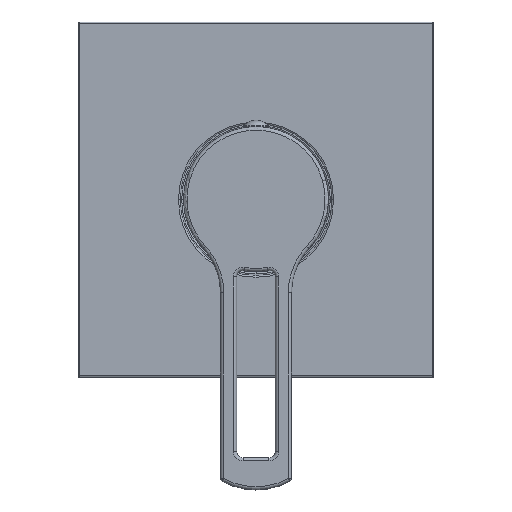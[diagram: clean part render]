
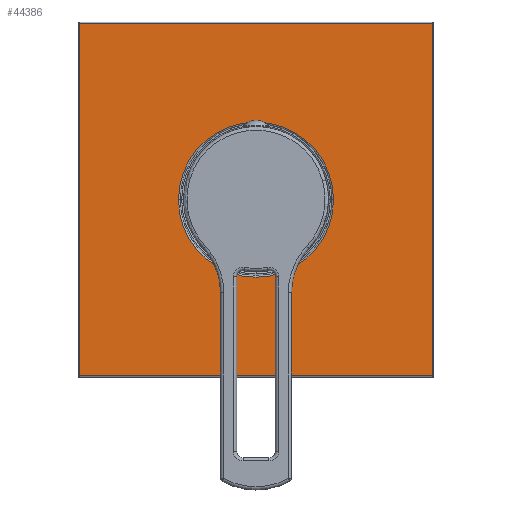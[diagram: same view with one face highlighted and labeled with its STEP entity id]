
A CAD part, top view. The second image highlights one B-rep face of the part: STEP entity #44386.
In plain terms, the highlighted planar face has unit normal (0, 0, 1).
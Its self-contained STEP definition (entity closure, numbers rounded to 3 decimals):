
#43031=DIRECTION('',(0.,-1.,0.));
#43032=VECTOR('',#43031,109.);
#43033=CARTESIAN_POINT('',(-54.5,54.5,46.5));
#43034=LINE('',#43033,#43032);
#43035=DIRECTION('',(-1.,0.,0.));
#43036=VECTOR('',#43035,109.);
#43037=CARTESIAN_POINT('',(54.5,54.5,46.5));
#43038=LINE('',#43037,#43036);
#43039=DIRECTION('',(0.,1.,0.));
#43040=VECTOR('',#43039,109.);
#43041=CARTESIAN_POINT('',(54.5,-54.5,46.5));
#43042=LINE('',#43041,#43040);
#43043=DIRECTION('',(1.,0.,0.));
#43044=VECTOR('',#43043,109.);
#43045=CARTESIAN_POINT('',(-54.5,-54.5,46.5));
#43046=LINE('',#43045,#43044);
#43047=CARTESIAN_POINT('',(0.,0.,46.5));
#43048=DIRECTION('',(0.,0.,-1.));
#43049=DIRECTION('',(1.,0.,0.));
#43050=AXIS2_PLACEMENT_3D('',#43047,#43048,#43049);
#43052=CARTESIAN_POINT('',(0.,0.,46.5));
#43053=DIRECTION('',(0.,0.,-1.));
#43054=DIRECTION('',(-1.,0.,0.));
#43055=AXIS2_PLACEMENT_3D('',#43052,#43053,#43054);
#43452=CARTESIAN_POINT('',(-54.5,54.5,46.5));
#43453=CARTESIAN_POINT('',(-54.5,-54.5,46.5));
#43454=VERTEX_POINT('',#43452);
#43455=VERTEX_POINT('',#43453);
#43460=CARTESIAN_POINT('',(54.5,-54.5,46.5));
#43461=VERTEX_POINT('',#43460);
#43466=CARTESIAN_POINT('',(54.5,54.5,46.5));
#43467=VERTEX_POINT('',#43466);
#43520=CARTESIAN_POINT('',(24.,0.,46.5));
#43521=CARTESIAN_POINT('',(-24.,0.,46.5));
#43522=VERTEX_POINT('',#43520);
#43523=VERTEX_POINT('',#43521);
#44366=CARTESIAN_POINT('',(0.,0.,46.5));
#44367=DIRECTION('',(0.,0.,1.));
#44368=DIRECTION('',(-1.,0.,0.));
#44369=AXIS2_PLACEMENT_3D('',#44366,#44367,#44368);
#44370=PLANE('',#44369);
#44372=ORIENTED_EDGE('',*,*,#44371,.F.);
#44373=ORIENTED_EDGE('',*,*,#44349,.F.);
#44375=ORIENTED_EDGE('',*,*,#44374,.F.);
#44377=ORIENTED_EDGE('',*,*,#44376,.F.);
#44378=EDGE_LOOP('',(#44372,#44373,#44375,#44377));
#44379=FACE_OUTER_BOUND('',#44378,.F.);
#44381=ORIENTED_EDGE('',*,*,#44380,.F.);
#44383=ORIENTED_EDGE('',*,*,#44382,.F.);
#44384=EDGE_LOOP('',(#44381,#44383));
#44385=FACE_BOUND('',#44384,.F.);
#44386=ADVANCED_FACE('',(#44379,#44385),#44370,.T.);
#43051=CIRCLE('',#43050,24.);
#43056=CIRCLE('',#43055,24.);
#44349=EDGE_CURVE('',#43467,#43454,#43038,.T.);
#44371=EDGE_CURVE('',#43454,#43455,#43034,.T.);
#44374=EDGE_CURVE('',#43461,#43467,#43042,.T.);
#44376=EDGE_CURVE('',#43455,#43461,#43046,.T.);
#44380=EDGE_CURVE('',#43522,#43523,#43051,.T.);
#44382=EDGE_CURVE('',#43523,#43522,#43056,.T.);
